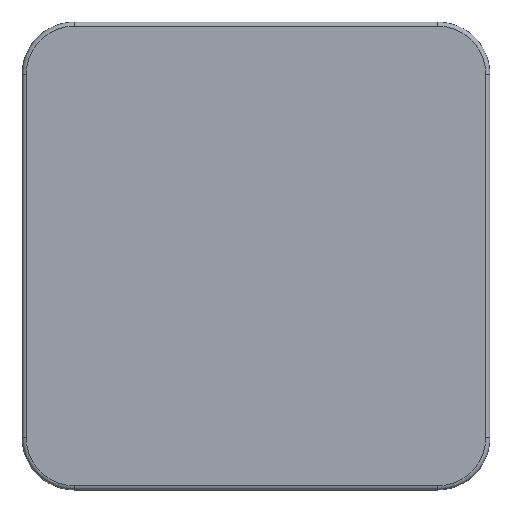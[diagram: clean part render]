
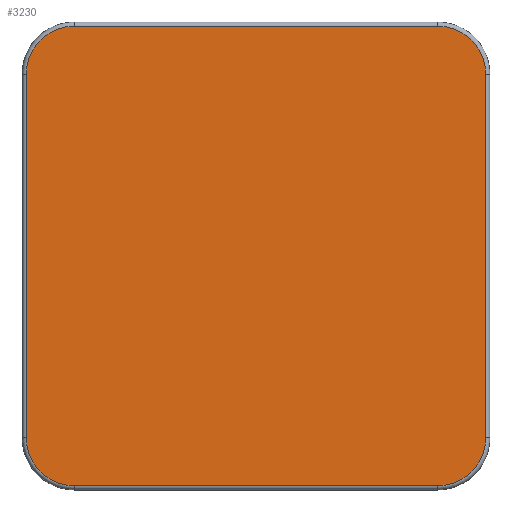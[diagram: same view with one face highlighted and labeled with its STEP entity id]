
A CAD part, top view. The second image highlights one B-rep face of the part: STEP entity #3230.
In plain terms, the highlighted planar face has unit normal (0, 0, 1).
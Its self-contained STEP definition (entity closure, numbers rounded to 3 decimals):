
#130=PLANE('',#3647);
#322=CIRCLE('',#3622,11.2);
#326=CIRCLE('',#3628,11.2);
#330=CIRCLE('',#3634,11.2);
#333=CIRCLE('',#3639,11.2);
#566=FACE_OUTER_BOUND('',#787,.T.);
#787=EDGE_LOOP('',(#2713,#2714,#2715,#2716,#2717,#2718,#2719,#2720));
#1018=LINE('',#5740,#1236);
#1019=LINE('',#5751,#1237);
#1021=LINE('',#5763,#1239);
#1023=LINE('',#5775,#1241);
#1236=VECTOR('',#4510,10.);
#1237=VECTOR('',#4523,10.);
#1239=VECTOR('',#4537,10.);
#1241=VECTOR('',#4551,10.);
#1483=VERTEX_POINT('',#5733);
#1486=VERTEX_POINT('',#5738);
#1488=VERTEX_POINT('',#5743);
#1490=VERTEX_POINT('',#5749);
#1492=VERTEX_POINT('',#5755);
#1494=VERTEX_POINT('',#5761);
#1496=VERTEX_POINT('',#5767);
#1498=VERTEX_POINT('',#5773);
#1892=EDGE_CURVE('',#1486,#1483,#1018,.T.);
#1894=EDGE_CURVE('',#1488,#1486,#322,.T.);
#1897=EDGE_CURVE('',#1490,#1488,#1019,.T.);
#1900=EDGE_CURVE('',#1492,#1490,#326,.T.);
#1903=EDGE_CURVE('',#1494,#1492,#1021,.T.);
#1906=EDGE_CURVE('',#1496,#1494,#330,.T.);
#1909=EDGE_CURVE('',#1498,#1496,#1023,.T.);
#1911=EDGE_CURVE('',#1483,#1498,#333,.T.);
#2713=ORIENTED_EDGE('',*,*,#1892,.F.);
#2714=ORIENTED_EDGE('',*,*,#1894,.F.);
#2715=ORIENTED_EDGE('',*,*,#1897,.F.);
#2716=ORIENTED_EDGE('',*,*,#1900,.F.);
#2717=ORIENTED_EDGE('',*,*,#1903,.F.);
#2718=ORIENTED_EDGE('',*,*,#1906,.F.);
#2719=ORIENTED_EDGE('',*,*,#1909,.F.);
#2720=ORIENTED_EDGE('',*,*,#1911,.F.);
#3230=ADVANCED_FACE('',(#566),#130,.T.);
#3622=AXIS2_PLACEMENT_3D('',#5745,#4515,#4516);
#3628=AXIS2_PLACEMENT_3D('',#5757,#4529,#4530);
#3634=AXIS2_PLACEMENT_3D('',#5769,#4543,#4544);
#3639=AXIS2_PLACEMENT_3D('',#5778,#4555,#4556);
#3647=AXIS2_PLACEMENT_3D('',#5798,#4578,#4579);
#4510=DIRECTION('',(1.,0.,0.));
#4515=DIRECTION('center_axis',(0.,0.,-1.));
#4516=DIRECTION('ref_axis',(-0.707,0.707,0.));
#4523=DIRECTION('',(0.,1.,0.));
#4529=DIRECTION('center_axis',(0.,0.,-1.));
#4530=DIRECTION('ref_axis',(-0.707,-0.707,0.));
#4537=DIRECTION('',(-1.,0.,0.));
#4543=DIRECTION('center_axis',(0.,0.,-1.));
#4544=DIRECTION('ref_axis',(0.707,-0.707,0.));
#4551=DIRECTION('',(0.,-1.,0.));
#4555=DIRECTION('center_axis',(0.,0.,-1.));
#4556=DIRECTION('ref_axis',(0.707,0.707,0.));
#4578=DIRECTION('center_axis',(0.,0.,1.));
#4579=DIRECTION('ref_axis',(1.,0.,0.));
#5733=CARTESIAN_POINT('',(42.5,53.7,11.35));
#5738=CARTESIAN_POINT('',(-42.5,53.7,11.35));
#5740=CARTESIAN_POINT('',(21.25,53.7,11.35));
#5743=CARTESIAN_POINT('',(-53.7,42.5,11.35));
#5745=CARTESIAN_POINT('Origin',(-42.5,42.5,11.35));
#5749=CARTESIAN_POINT('',(-53.7,-42.5,11.35));
#5751=CARTESIAN_POINT('',(-53.7,21.25,11.35));
#5755=CARTESIAN_POINT('',(-42.5,-53.7,11.35));
#5757=CARTESIAN_POINT('Origin',(-42.5,-42.5,11.35));
#5761=CARTESIAN_POINT('',(42.5,-53.7,11.35));
#5763=CARTESIAN_POINT('',(-21.25,-53.7,11.35));
#5767=CARTESIAN_POINT('',(53.7,-42.5,11.35));
#5769=CARTESIAN_POINT('Origin',(42.5,-42.5,11.35));
#5773=CARTESIAN_POINT('',(53.7,42.5,11.35));
#5775=CARTESIAN_POINT('',(53.7,-21.25,11.35));
#5778=CARTESIAN_POINT('Origin',(42.5,42.5,11.35));
#5798=CARTESIAN_POINT('Origin',(0.,0.,11.35));
